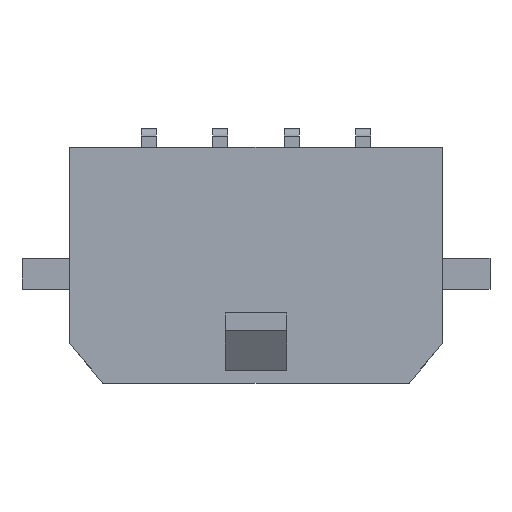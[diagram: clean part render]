
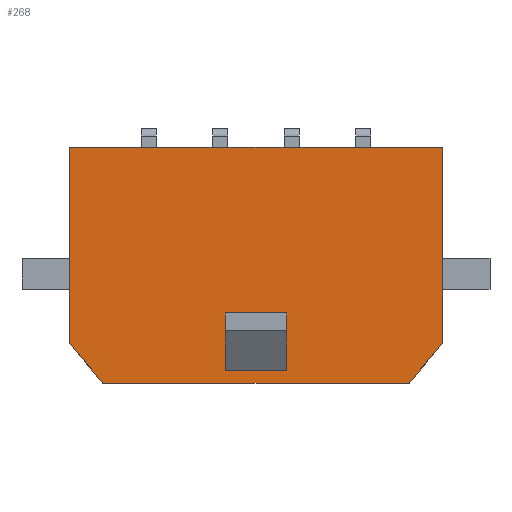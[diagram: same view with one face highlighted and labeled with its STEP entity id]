
A CAD part, top view. The second image highlights one B-rep face of the part: STEP entity #268.
In plain terms, the highlighted planar face has unit normal (0, 0, 1).
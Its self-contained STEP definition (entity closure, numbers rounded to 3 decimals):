
#268=ADVANCED_FACE('',(#571,#572),#432,.T.);
#432=PLANE('',#3103);
#571=FACE_BOUND('',#598,.T.);
#572=FACE_BOUND('',#599,.T.);
#598=EDGE_LOOP('',(#887,#888,#889,#890,#891,#892));
#599=EDGE_LOOP('',(#893,#894,#895,#896));
#887=ORIENTED_EDGE('',*,*,#1987,.F.);
#888=ORIENTED_EDGE('',*,*,#1970,.F.);
#889=ORIENTED_EDGE('',*,*,#2012,.T.);
#890=ORIENTED_EDGE('',*,*,#1979,.T.);
#891=ORIENTED_EDGE('',*,*,#1984,.F.);
#892=ORIENTED_EDGE('',*,*,#2007,.F.);
#893=ORIENTED_EDGE('',*,*,#2013,.T.);
#894=ORIENTED_EDGE('',*,*,#2014,.T.);
#895=ORIENTED_EDGE('',*,*,#2015,.F.);
#896=ORIENTED_EDGE('',*,*,#2016,.F.);
#1686=VERTEX_POINT('',#4260);
#1687=VERTEX_POINT('',#4262);
#1695=VERTEX_POINT('',#4279);
#1696=VERTEX_POINT('',#4281);
#1699=VERTEX_POINT('',#4289);
#1700=VERTEX_POINT('',#4293);
#1723=VERTEX_POINT('',#4346);
#1724=VERTEX_POINT('',#4347);
#1725=VERTEX_POINT('',#4349);
#1726=VERTEX_POINT('',#4351);
#1970=EDGE_CURVE('',#1686,#1687,#2399,.T.);
#1979=EDGE_CURVE('',#1696,#1695,#2408,.T.);
#1984=EDGE_CURVE('',#1699,#1695,#2413,.T.);
#1987=EDGE_CURVE('',#1687,#1700,#2416,.T.);
#2007=EDGE_CURVE('',#1700,#1699,#2436,.T.);
#2012=EDGE_CURVE('',#1686,#1696,#2441,.T.);
#2013=EDGE_CURVE('',#1723,#1724,#2442,.T.);
#2014=EDGE_CURVE('',#1724,#1725,#2443,.T.);
#2015=EDGE_CURVE('',#1726,#1725,#2444,.T.);
#2016=EDGE_CURVE('',#1723,#1726,#2445,.T.);
#2399=LINE('',#4261,#2784);
#2408=LINE('',#4280,#2793);
#2413=LINE('',#4290,#2798);
#2416=LINE('',#4296,#2801);
#2436=LINE('',#4336,#2821);
#2441=LINE('',#4344,#2826);
#2442=LINE('',#4345,#2827);
#2443=LINE('',#4348,#2828);
#2444=LINE('',#4350,#2829);
#2445=LINE('',#4352,#2830);
#2784=VECTOR('',#3392,1.);
#2793=VECTOR('',#3403,1.);
#2798=VECTOR('',#3410,1.);
#2801=VECTOR('',#3415,1.);
#2821=VECTOR('',#3437,1.);
#2826=VECTOR('',#3444,1.);
#2827=VECTOR('',#3445,1.);
#2828=VECTOR('',#3446,1.);
#2829=VECTOR('',#3447,1.);
#2830=VECTOR('',#3448,1.);
#3103=AXIS2_PLACEMENT_3D('',#4353,#3449,#3450);
#3392=DIRECTION('',(0.,-1.,0.));
#3403=DIRECTION('',(0.,-1.,0.));
#3410=DIRECTION('',(-0.643,0.766,0.));
#3415=DIRECTION('',(-0.643,-0.766,0.));
#3437=DIRECTION('',(-1.,0.,0.));
#3444=DIRECTION('',(-1.,0.,0.));
#3445=DIRECTION('',(-1.,0.,0.));
#3446=DIRECTION('',(0.,1.,0.));
#3447=DIRECTION('',(-1.,0.,0.));
#3448=DIRECTION('',(0.,1.,0.));
#3449=DIRECTION('',(0.,0.,1.));
#3450=DIRECTION('',(1.,0.,0.));
#4260=CARTESIAN_POINT('',(7.825,9.9,3.86));
#4261=CARTESIAN_POINT('',(7.825,9.9,3.86));
#4262=CARTESIAN_POINT('',(7.825,1.668,3.86));
#4279=CARTESIAN_POINT('',(-7.825,1.668,3.86));
#4280=CARTESIAN_POINT('',(-7.825,9.9,3.86));
#4281=CARTESIAN_POINT('',(-7.825,9.9,3.86));
#4289=CARTESIAN_POINT('',(-6.425,0.,3.86));
#4290=CARTESIAN_POINT('',(-6.425,0.,3.86));
#4293=CARTESIAN_POINT('',(6.425,0.,3.86));
#4296=CARTESIAN_POINT('',(7.825,1.668,3.86));
#4336=CARTESIAN_POINT('',(7.825,0.,3.86));
#4344=CARTESIAN_POINT('',(7.825,9.9,3.86));
#4345=CARTESIAN_POINT('',(1.3,0.54,3.86));
#4346=CARTESIAN_POINT('',(1.3,0.54,3.86));
#4347=CARTESIAN_POINT('',(-1.3,0.54,3.86));
#4348=CARTESIAN_POINT('',(-1.3,0.54,3.86));
#4349=CARTESIAN_POINT('',(-1.3,2.95,3.86));
#4350=CARTESIAN_POINT('',(1.3,2.95,3.86));
#4351=CARTESIAN_POINT('',(1.3,2.95,3.86));
#4352=CARTESIAN_POINT('',(1.3,0.54,3.86));
#4353=CARTESIAN_POINT('',(7.825,9.9,3.86));
